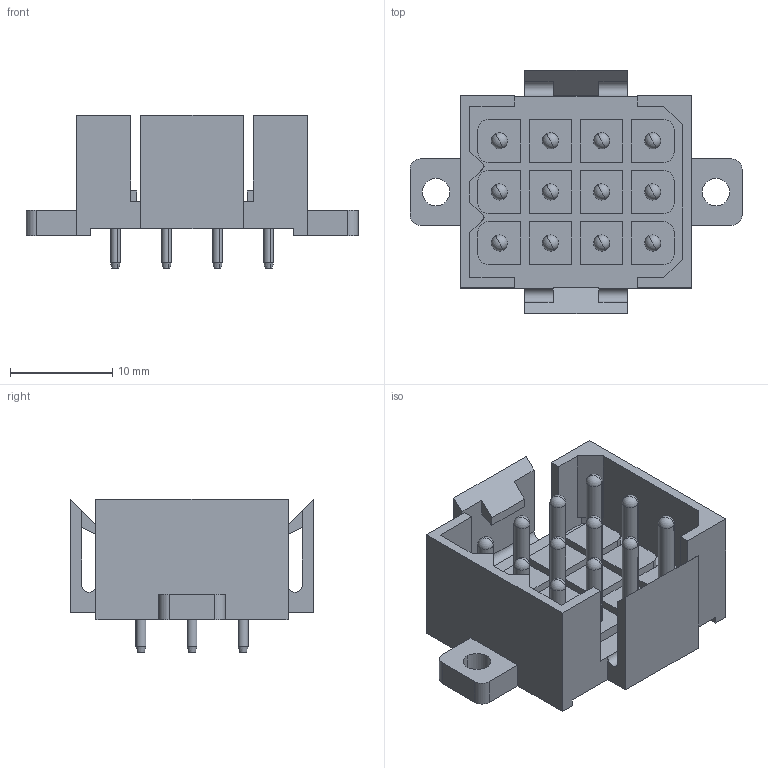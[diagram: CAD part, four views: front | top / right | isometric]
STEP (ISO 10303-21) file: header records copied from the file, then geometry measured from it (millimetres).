
FILE_DESCRIPTION(('CATIA V5 STEP Exchange','CAx-IF Rec.Pracs.--- Model Styling and Organization---1.2---2011-12-15'),'2;1');
FILE_NAME ('D1452036_0_1443800000_1443800000.stp','2018-09-20T17:49:00+00:00',('none'),('Weidmueller'),'CATIA Version 5-6 Release 2014','CATIA V5 STEP AP214','none');
FILE_SCHEMA(('AUTOMOTIVE_DESIGN { 1 0 10303 214 1 1 1 1 }'));
Length unit declared in the file: millimetre
Products named in the file (1): 1443800000
Bounding box: 32.5 x 23.8 x 15 mm (x, y, z)
Volume: 2522.8 mm3; surface area: 3853.9 mm2
Topology: 13 solids, 13 shells, 290 faces, 704 edges, 440 vertices
Faces by surface type: plane 146, cylinder 96, sphere 24, cone 24
Entity records: 7468 total; most frequent: ORIENTED_EDGE 1360, CARTESIAN_POINT 1277, DIRECTION 992, EDGE_CURVE 680, VECTOR 440, LINE 440, VERTEX_POINT 440, AXIS2_PLACEMENT_3D 397
